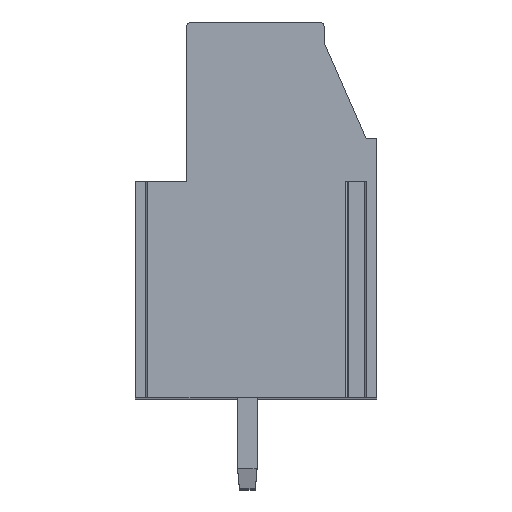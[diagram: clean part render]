
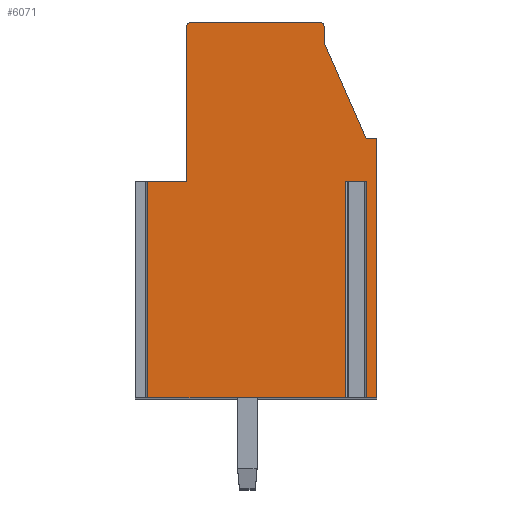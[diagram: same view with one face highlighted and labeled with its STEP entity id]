
A CAD part, top view. The second image highlights one B-rep face of the part: STEP entity #6071.
In plain terms, the highlighted planar face has unit normal (0, 0, 1).
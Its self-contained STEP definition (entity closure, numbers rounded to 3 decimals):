
#111=DIRECTION('',(-1.,0.,0.));
#112=VECTOR('',#111,1.806);
#113=CARTESIAN_POINT('',(-3.2,1.3,2.5));
#114=LINE('',#113,#112);
#1033=DIRECTION('',(1.,0.,0.));
#1034=VECTOR('',#1033,0.989);
#1035=CARTESIAN_POINT('',(4.142,1.3,2.5));
#1036=LINE('',#1035,#1034);
#1037=DIRECTION('',(0.,-1.,0.));
#1038=VECTOR('',#1037,10.);
#1039=CARTESIAN_POINT('',(4.142,1.3,2.5));
#1040=LINE('',#1039,#1038);
#1041=DIRECTION('',(1.,0.,0.));
#1042=VECTOR('',#1041,9.148);
#1043=CARTESIAN_POINT('',(-5.006,-8.7,2.5));
#1044=LINE('',#1043,#1042);
#1045=DIRECTION('',(0.,-1.,0.));
#1046=VECTOR('',#1045,10.);
#1047=CARTESIAN_POINT('',(-5.006,1.3,2.5));
#1048=LINE('',#1047,#1046);
#1049=DIRECTION('',(0.,-1.,0.));
#1050=VECTOR('',#1049,7.2);
#1051=CARTESIAN_POINT('',(-3.2,8.5,2.5));
#1052=LINE('',#1051,#1050);
#1053=CARTESIAN_POINT('',(-3.,8.5,2.5));
#1054=DIRECTION('',(0.,0.,1.));
#1055=DIRECTION('',(0.,1.,0.));
#1056=AXIS2_PLACEMENT_3D('',#1053,#1054,#1055);
#1058=DIRECTION('',(-1.,0.,0.));
#1059=VECTOR('',#1058,5.95);
#1060=CARTESIAN_POINT('',(2.95,8.7,2.5));
#1061=LINE('',#1060,#1059);
#1062=CARTESIAN_POINT('',(2.95,8.5,2.5));
#1063=DIRECTION('',(0.,0.,1.));
#1064=DIRECTION('',(1.,0.,0.));
#1065=AXIS2_PLACEMENT_3D('',#1062,#1063,#1064);
#1067=DIRECTION('',(0.,1.,0.));
#1068=VECTOR('',#1067,0.75);
#1069=CARTESIAN_POINT('',(3.15,7.75,2.5));
#1070=LINE('',#1069,#1068);
#1071=DIRECTION('',(-0.401,0.916,0.));
#1072=VECTOR('',#1071,4.859);
#1073=CARTESIAN_POINT('',(5.1,3.3,2.5));
#1074=LINE('',#1073,#1072);
#1075=DIRECTION('',(-1.,0.,0.));
#1076=VECTOR('',#1075,0.5);
#1077=CARTESIAN_POINT('',(5.6,3.3,2.5));
#1078=LINE('',#1077,#1076);
#1079=DIRECTION('',(0.,1.,0.));
#1080=VECTOR('',#1079,12.);
#1081=CARTESIAN_POINT('',(5.6,-8.7,2.5));
#1082=LINE('',#1081,#1080);
#1083=DIRECTION('',(1.,0.,0.));
#1084=VECTOR('',#1083,0.469);
#1085=CARTESIAN_POINT('',(5.131,-8.7,2.5));
#1086=LINE('',#1085,#1084);
#1087=DIRECTION('',(0.,-1.,0.));
#1088=VECTOR('',#1087,10.);
#1089=CARTESIAN_POINT('',(5.131,1.3,2.5));
#1090=LINE('',#1089,#1088);
#3709=CARTESIAN_POINT('',(5.1,3.3,2.5));
#3710=CARTESIAN_POINT('',(3.15,7.75,2.5));
#3711=VERTEX_POINT('',#3709);
#3712=VERTEX_POINT('',#3710);
#3713=CARTESIAN_POINT('',(3.15,8.5,2.5));
#3714=VERTEX_POINT('',#3713);
#3715=CARTESIAN_POINT('',(2.95,8.7,2.5));
#3716=VERTEX_POINT('',#3715);
#3717=CARTESIAN_POINT('',(-3.,8.7,2.5));
#3718=VERTEX_POINT('',#3717);
#3719=CARTESIAN_POINT('',(-3.2,8.5,2.5));
#3720=VERTEX_POINT('',#3719);
#3721=CARTESIAN_POINT('',(-3.2,1.3,2.5));
#3722=VERTEX_POINT('',#3721);
#3723=CARTESIAN_POINT('',(5.6,-8.7,2.5));
#3724=CARTESIAN_POINT('',(5.6,3.3,2.5));
#3725=VERTEX_POINT('',#3723);
#3726=VERTEX_POINT('',#3724);
#3739=CARTESIAN_POINT('',(4.142,1.3,2.5));
#3740=CARTESIAN_POINT('',(5.131,1.3,2.5));
#3741=VERTEX_POINT('',#3739);
#3742=VERTEX_POINT('',#3740);
#3743=CARTESIAN_POINT('',(-5.006,1.3,2.5));
#3744=CARTESIAN_POINT('',(-5.006,-8.7,2.5));
#3745=VERTEX_POINT('',#3743);
#3746=VERTEX_POINT('',#3744);
#3747=CARTESIAN_POINT('',(5.131,-8.7,2.5));
#3748=VERTEX_POINT('',#3747);
#3749=CARTESIAN_POINT('',(4.142,-8.7,2.5));
#3750=VERTEX_POINT('',#3749);
#6046=CARTESIAN_POINT('',(0.,0.,2.5));
#6047=DIRECTION('',(0.,0.,1.));
#6048=DIRECTION('',(1.,0.,0.));
#6049=AXIS2_PLACEMENT_3D('',#6046,#6047,#6048);
#6050=PLANE('',#6049);
#6052=ORIENTED_EDGE('',*,*,#6051,.F.);
#6054=ORIENTED_EDGE('',*,*,#6053,.T.);
#6055=ORIENTED_EDGE('',*,*,#5770,.F.);
#6056=ORIENTED_EDGE('',*,*,#6038,.F.);
#6057=ORIENTED_EDGE('',*,*,#4851,.F.);
#6058=ORIENTED_EDGE('',*,*,#4995,.F.);
#6059=ORIENTED_EDGE('',*,*,#5520,.F.);
#6060=ORIENTED_EDGE('',*,*,#5534,.F.);
#6061=ORIENTED_EDGE('',*,*,#5596,.F.);
#6062=ORIENTED_EDGE('',*,*,#5610,.F.);
#6063=ORIENTED_EDGE('',*,*,#5624,.F.);
#6064=ORIENTED_EDGE('',*,*,#5638,.F.);
#6065=ORIENTED_EDGE('',*,*,#5652,.F.);
#6066=ORIENTED_EDGE('',*,*,#5786,.F.);
#6068=ORIENTED_EDGE('',*,*,#6067,.F.);
#6069=EDGE_LOOP('',(#6052,#6054,#6055,#6056,#6057,#6058,#6059,#6060,#6061,#6062,
#6063,#6064,#6065,#6066,#6068));
#6070=FACE_OUTER_BOUND('',#6069,.F.);
#1057=CIRCLE('',#1056,0.2);
#1066=CIRCLE('',#1065,0.2);
#4851=EDGE_CURVE('',#3722,#3745,#114,.T.);
#4995=EDGE_CURVE('',#3720,#3722,#1052,.T.);
#5520=EDGE_CURVE('',#3718,#3720,#1057,.T.);
#5534=EDGE_CURVE('',#3716,#3718,#1061,.T.);
#5596=EDGE_CURVE('',#3714,#3716,#1066,.T.);
#5610=EDGE_CURVE('',#3712,#3714,#1070,.T.);
#5624=EDGE_CURVE('',#3711,#3712,#1074,.T.);
#5638=EDGE_CURVE('',#3726,#3711,#1078,.T.);
#5652=EDGE_CURVE('',#3725,#3726,#1082,.T.);
#5770=EDGE_CURVE('',#3746,#3750,#1044,.T.);
#5786=EDGE_CURVE('',#3748,#3725,#1086,.T.);
#6038=EDGE_CURVE('',#3745,#3746,#1048,.T.);
#6051=EDGE_CURVE('',#3741,#3742,#1036,.T.);
#6053=EDGE_CURVE('',#3741,#3750,#1040,.T.);
#6067=EDGE_CURVE('',#3742,#3748,#1090,.T.);
#6071=ADVANCED_FACE('',(#6070),#6050,.T.);
